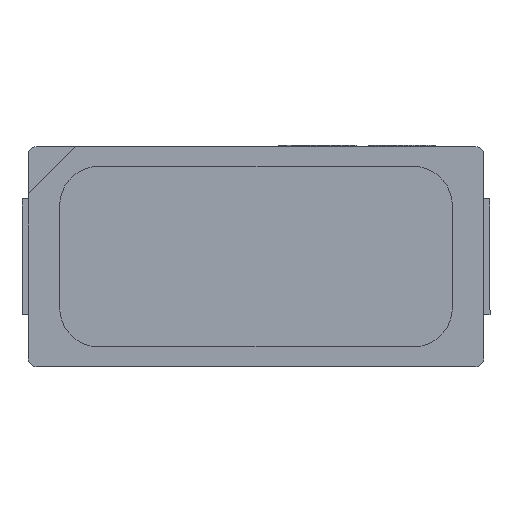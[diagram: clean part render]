
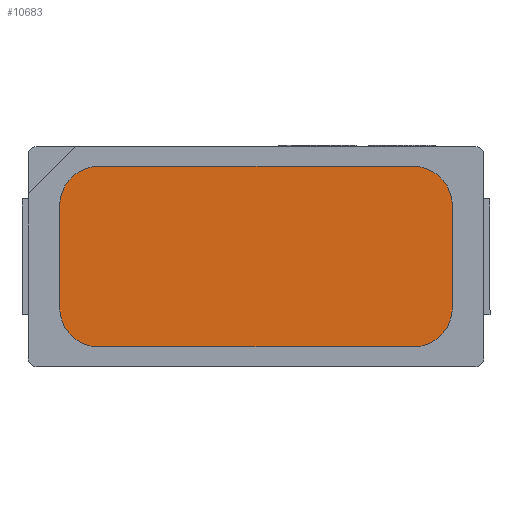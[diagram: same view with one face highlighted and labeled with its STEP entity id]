
A CAD part, top view. The second image highlights one B-rep face of the part: STEP entity #10683.
In plain terms, the highlighted planar face has unit normal (0, 0, 1).
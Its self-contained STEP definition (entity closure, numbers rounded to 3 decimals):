
#583 = CIRCLE ( 'NONE', #10727, 0.25 ) ;
#932 = CIRCLE ( 'NONE', #10436, 0.25 ) ;
#1042 = DIRECTION ( 'NONE',  ( -1., 0., 0. ) ) ;
#1368 = EDGE_CURVE ( 'NONE', #7120, #7591, #12916, .T. ) ;
#1394 = EDGE_LOOP ( 'NONE', ( #12867, #10160, #6974, #3391, #11740, #12924, #7662, #10926 ) ) ;
#1402 = DIRECTION ( 'NONE',  ( 0., 0., 1. ) ) ;
#1698 = EDGE_CURVE ( 'NONE', #12013, #12408, #8126, .T. ) ;
#1829 = DIRECTION ( 'NONE',  ( -1., 0., 0. ) ) ;
#1856 = CARTESIAN_POINT ( 'NONE',  ( -1., -0.575, 0.7 ) ) ;
#1924 = EDGE_CURVE ( 'NONE', #8225, #7120, #583, .T. ) ;
#2567 = VERTEX_POINT ( 'NONE', #5996 ) ;
#2688 = CARTESIAN_POINT ( 'NONE',  ( 1., 0.575, 0.7 ) ) ;
#2795 = PLANE ( 'NONE',  #10214 ) ;
#3391 = ORIENTED_EDGE ( 'NONE', *, *, #1368, .T. ) ;
#3418 = DIRECTION ( 'NONE',  ( 0., -1., 0. ) ) ;
#3965 = CARTESIAN_POINT ( 'NONE',  ( 1.25, -0.325, 0.7 ) ) ;
#4068 = EDGE_CURVE ( 'NONE', #7591, #2567, #932, .T. ) ;
#4113 = DIRECTION ( 'NONE',  ( 0., 0., 1. ) ) ;
#4211 = CARTESIAN_POINT ( 'NONE',  ( -1., -0.575, 0.7 ) ) ;
#4246 = CARTESIAN_POINT ( 'NONE',  ( -1., 0.325, 0.7 ) ) ;
#4249 = DIRECTION ( 'NONE',  ( 0., 0., 1. ) ) ;
#4268 = CARTESIAN_POINT ( 'NONE',  ( -1.25, -0.325, 0.7 ) ) ;
#4541 = CARTESIAN_POINT ( 'NONE',  ( 1., -0.325, 0.7 ) ) ;
#4994 = EDGE_CURVE ( 'NONE', #5097, #8225, #7204, .T. ) ;
#5097 = VERTEX_POINT ( 'NONE', #3965 ) ;
#5168 = DIRECTION ( 'NONE',  ( 1., 0., 0. ) ) ;
#5463 = CARTESIAN_POINT ( 'NONE',  ( 1.25, -0.325, 0.7 ) ) ;
#5508 = DIRECTION ( 'NONE',  ( -1., 0., 0. ) ) ;
#5669 = EDGE_CURVE ( 'NONE', #12408, #5097, #9559, .T. ) ;
#5996 = CARTESIAN_POINT ( 'NONE',  ( -1.25, 0.325, 0.7 ) ) ;
#6252 = VECTOR ( 'NONE', #5168, 1000. ) ;
#6775 = AXIS2_PLACEMENT_3D ( 'NONE', #9646, #4249, #8372 ) ;
#6974 = ORIENTED_EDGE ( 'NONE', *, *, #1924, .T. ) ;
#7120 = VERTEX_POINT ( 'NONE', #9718 ) ;
#7121 = CARTESIAN_POINT ( 'NONE',  ( 1.25, 0.325, 0.7 ) ) ;
#7204 = LINE ( 'NONE', #5463, #7412 ) ;
#7260 = CARTESIAN_POINT ( 'NONE',  ( 1., -0.575, 0.7 ) ) ;
#7412 = VECTOR ( 'NONE', #13319, 1000. ) ;
#7509 = EDGE_CURVE ( 'NONE', #2567, #7772, #7538, .T. ) ;
#7538 = LINE ( 'NONE', #7692, #7649 ) ;
#7591 = VERTEX_POINT ( 'NONE', #8815 ) ;
#7649 = VECTOR ( 'NONE', #3418, 1000. ) ;
#7662 = ORIENTED_EDGE ( 'NONE', *, *, #11915, .T. ) ;
#7692 = CARTESIAN_POINT ( 'NONE',  ( -1.25, 0.325, 0.7 ) ) ;
#7772 = VERTEX_POINT ( 'NONE', #4268 ) ;
#7936 = DIRECTION ( 'NONE',  ( 0., 0., 1. ) ) ;
#7997 = CARTESIAN_POINT ( 'NONE',  ( 1., -0.325, 0.7 ) ) ;
#8126 = LINE ( 'NONE', #4211, #6252 ) ;
#8225 = VERTEX_POINT ( 'NONE', #7121 ) ;
#8372 = DIRECTION ( 'NONE',  ( -1., 0., 0. ) ) ;
#8432 = DIRECTION ( 'NONE',  ( -1., 0., 0. ) ) ;
#8815 = CARTESIAN_POINT ( 'NONE',  ( -1., 0.575, 0.7 ) ) ;
#8926 = AXIS2_PLACEMENT_3D ( 'NONE', #4541, #1402, #5508 ) ;
#8955 = FACE_OUTER_BOUND ( 'NONE', #1394, .T. ) ;
#9443 = DIRECTION ( 'NONE',  ( 0., 0., 1. ) ) ;
#9559 = CIRCLE ( 'NONE', #8926, 0.25 ) ;
#9646 = CARTESIAN_POINT ( 'NONE',  ( -1., -0.325, 0.7 ) ) ;
#9718 = CARTESIAN_POINT ( 'NONE',  ( 1., 0.575, 0.7 ) ) ;
#10048 = DIRECTION ( 'NONE',  ( -1., 0., 0. ) ) ;
#10160 = ORIENTED_EDGE ( 'NONE', *, *, #4994, .T. ) ;
#10214 = AXIS2_PLACEMENT_3D ( 'NONE', #7997, #7936, #1829 ) ;
#10316 = VECTOR ( 'NONE', #10048, 1000. ) ;
#10436 = AXIS2_PLACEMENT_3D ( 'NONE', #4246, #4113, #8432 ) ;
#10683 = ADVANCED_FACE ( 'NONE', ( #8955 ), #2795, .T. ) ;
#10727 = AXIS2_PLACEMENT_3D ( 'NONE', #12390, #9443, #1042 ) ;
#10926 = ORIENTED_EDGE ( 'NONE', *, *, #1698, .T. ) ;
#11482 = CIRCLE ( 'NONE', #6775, 0.25 ) ;
#11740 = ORIENTED_EDGE ( 'NONE', *, *, #4068, .T. ) ;
#11915 = EDGE_CURVE ( 'NONE', #7772, #12013, #11482, .T. ) ;
#12013 = VERTEX_POINT ( 'NONE', #1856 ) ;
#12390 = CARTESIAN_POINT ( 'NONE',  ( 1., 0.325, 0.7 ) ) ;
#12408 = VERTEX_POINT ( 'NONE', #7260 ) ;
#12867 = ORIENTED_EDGE ( 'NONE', *, *, #5669, .T. ) ;
#12916 = LINE ( 'NONE', #2688, #10316 ) ;
#12924 = ORIENTED_EDGE ( 'NONE', *, *, #7509, .T. ) ;
#13319 = DIRECTION ( 'NONE',  ( 0., 1., 0. ) ) ;
